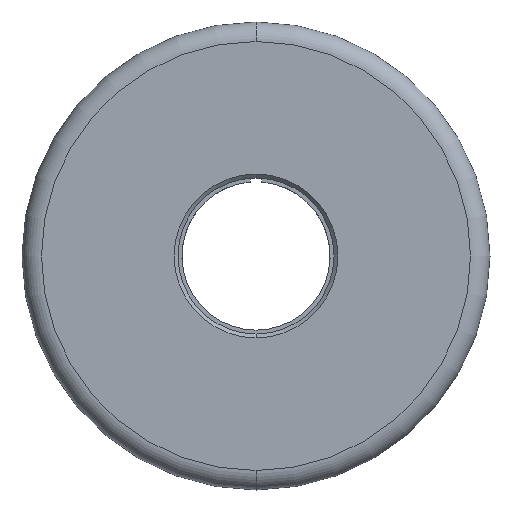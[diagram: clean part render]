
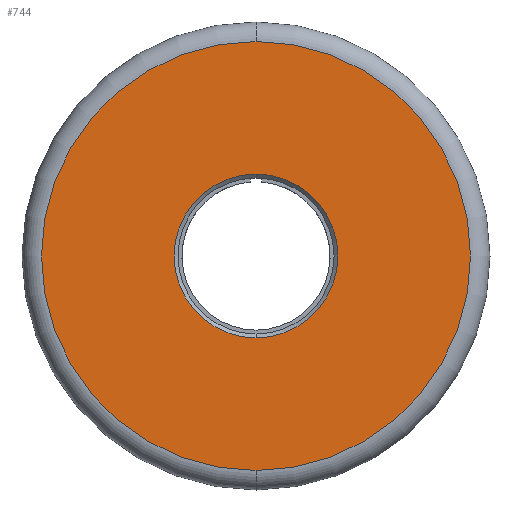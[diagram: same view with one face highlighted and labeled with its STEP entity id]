
A CAD part, front view. The second image highlights one B-rep face of the part: STEP entity #744.
In plain terms, the highlighted planar face has unit normal (0, -1, 0).
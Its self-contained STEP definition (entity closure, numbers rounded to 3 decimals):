
#87 = ORIENTED_EDGE ( 'NONE', *, *, #1018, .T. ) ;
#88 = EDGE_LOOP ( 'NONE', ( #771, #87 ) ) ;
#91 = CARTESIAN_POINT ( 'NONE',  ( 0., 0., 10.5 ) ) ;
#148 = CARTESIAN_POINT ( 'NONE',  ( 0., 0., 27.5 ) ) ;
#224 = CIRCLE ( 'NONE', #1562, 27.5 ) ;
#228 = EDGE_CURVE ( 'NONE', #1922, #239, #224, .T. ) ;
#239 = VERTEX_POINT ( 'NONE', #148 ) ;
#241 = DIRECTION ( 'NONE',  ( 0., 0., 1. ) ) ;
#268 = DIRECTION ( 'NONE',  ( 0., 1., 0. ) ) ;
#313 = DIRECTION ( 'NONE',  ( 0., 1., 0. ) ) ;
#322 = CARTESIAN_POINT ( 'NONE',  ( 0., 0., 0. ) ) ;
#433 = CIRCLE ( 'NONE', #1697, 10.5 ) ;
#502 = DIRECTION ( 'NONE',  ( 0., 0., 1. ) ) ;
#584 = CARTESIAN_POINT ( 'NONE',  ( 0., 0., 0. ) ) ;
#586 = EDGE_LOOP ( 'NONE', ( #2095, #711 ) ) ;
#590 = VERTEX_POINT ( 'NONE', #91 ) ;
#634 = DIRECTION ( 'NONE',  ( 0., -1., 0. ) ) ;
#690 = AXIS2_PLACEMENT_3D ( 'NONE', #584, #268, #241 ) ;
#711 = ORIENTED_EDGE ( 'NONE', *, *, #818, .T. ) ;
#744 = ADVANCED_FACE ( 'NONE', ( #1187, #1692 ), #2219, .F. ) ;
#771 = ORIENTED_EDGE ( 'NONE', *, *, #228, .T. ) ;
#818 = EDGE_CURVE ( 'NONE', #590, #1953, #433, .T. ) ;
#857 = DIRECTION ( 'NONE',  ( 0., 0., -1. ) ) ;
#914 = CIRCLE ( 'NONE', #690, 10.5 ) ;
#1018 = EDGE_CURVE ( 'NONE', #239, #1922, #1943, .T. ) ;
#1187 = FACE_BOUND ( 'NONE', #586, .T. ) ;
#1204 = EDGE_CURVE ( 'NONE', #1953, #590, #914, .T. ) ;
#1252 = CARTESIAN_POINT ( 'NONE',  ( 0., 0., -27.5 ) ) ;
#1254 = CARTESIAN_POINT ( 'NONE',  ( 0., 0., 0. ) ) ;
#1371 = DIRECTION ( 'NONE',  ( 0., 1., 0. ) ) ;
#1508 = CARTESIAN_POINT ( 'NONE',  ( 0., 0., 0. ) ) ;
#1547 = CARTESIAN_POINT ( 'NONE',  ( 0., 0., 0. ) ) ;
#1562 = AXIS2_PLACEMENT_3D ( 'NONE', #1508, #634, #2022 ) ;
#1666 = AXIS2_PLACEMENT_3D ( 'NONE', #1254, #1753, #857 ) ;
#1692 = FACE_OUTER_BOUND ( 'NONE', #88, .T. ) ;
#1697 = AXIS2_PLACEMENT_3D ( 'NONE', #322, #313, #1815 ) ;
#1753 = DIRECTION ( 'NONE',  ( 0., -1., 0. ) ) ;
#1769 = CARTESIAN_POINT ( 'NONE',  ( 0., 0., -10.5 ) ) ;
#1815 = DIRECTION ( 'NONE',  ( 0., 0., 1. ) ) ;
#1907 = AXIS2_PLACEMENT_3D ( 'NONE', #1547, #1371, #502 ) ;
#1922 = VERTEX_POINT ( 'NONE', #1252 ) ;
#1943 = CIRCLE ( 'NONE', #1666, 27.5 ) ;
#1953 = VERTEX_POINT ( 'NONE', #1769 ) ;
#2022 = DIRECTION ( 'NONE',  ( 0., 0., -1. ) ) ;
#2095 = ORIENTED_EDGE ( 'NONE', *, *, #1204, .T. ) ;
#2219 = PLANE ( 'NONE',  #1907 ) ;
